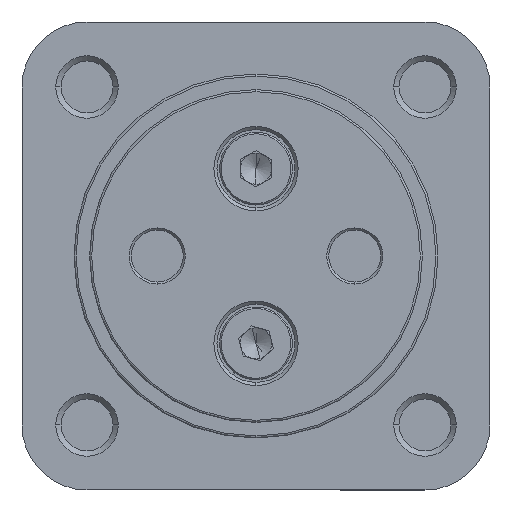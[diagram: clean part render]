
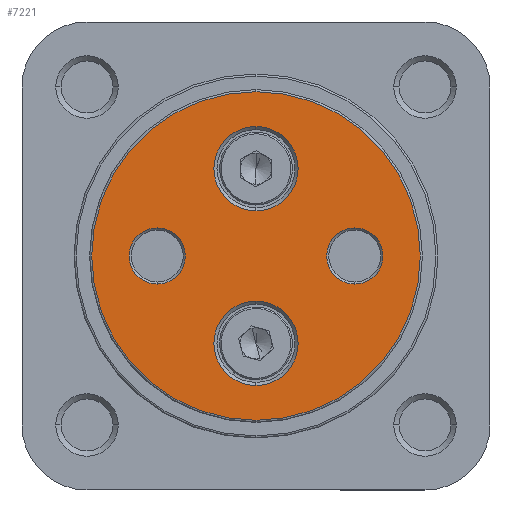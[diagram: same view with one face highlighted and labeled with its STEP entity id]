
A CAD part, left-side view. The second image highlights one B-rep face of the part: STEP entity #7221.
In plain terms, the highlighted planar face has unit normal (-1, 0, 0).
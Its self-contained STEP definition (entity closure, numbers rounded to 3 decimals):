
#243 = EDGE_CURVE ( 'NONE', #5848, #5856, #8350, .T. ) ;
#262 = EDGE_CURVE ( 'NONE', #5927, #5928, #8373, .T. ) ;
#266 = EDGE_CURVE ( 'NONE', #5920, #5921, #8379, .T. ) ;
#294 = EDGE_CURVE ( 'NONE', #5891, #5892, #8421, .T. ) ;
#298 = EDGE_CURVE ( 'NONE', #5887, #5888, #8427, .T. ) ;
#340 = EDGE_CURVE ( 'NONE', #5888, #5887, #8491, .T. ) ;
#346 = EDGE_CURVE ( 'NONE', #5892, #5891, #8498, .T. ) ;
#347 = EDGE_CURVE ( 'NONE', #5928, #5927, #8499, .T. ) ;
#351 = EDGE_CURVE ( 'NONE', #5856, #5848, #8503, .T. ) ;
#352 = EDGE_CURVE ( 'NONE', #5921, #5920, #8504, .T. ) ;
#786 = AXIS2_PLACEMENT_3D ( 'NONE', #6392, #6518, #6519 ) ;
#804 = AXIS2_PLACEMENT_3D ( 'NONE', #6540, #6354, #6371 ) ;
#805 = AXIS2_PLACEMENT_3D ( 'NONE', #6390, #6396, #6399 ) ;
#821 = AXIS2_PLACEMENT_3D ( 'NONE', #1387, #1388, #1389 ) ;
#822 = AXIS2_PLACEMENT_3D ( 'NONE', #1397, #1398, #1399 ) ;
#839 = AXIS2_PLACEMENT_3D ( 'NONE', #1492, #1499, #1500 ) ;
#845 = AXIS2_PLACEMENT_3D ( 'NONE', #1510, #1517, #1518 ) ;
#846 = AXIS2_PLACEMENT_3D ( 'NONE', #1513, #1520, #1521 ) ;
#850 = AXIS2_PLACEMENT_3D ( 'NONE', #1525, #1532, #1533 ) ;
#851 = AXIS2_PLACEMENT_3D ( 'NONE', #1528, #1535, #1536 ) ;
#1138 = AXIS2_PLACEMENT_3D ( 'NONE', #4280, #4292, #4293 ) ;
#1387 = CARTESIAN_POINT ( 'NONE',  ( 0., 9.5, 0. ) ) ;
#1388 = DIRECTION ( 'NONE',  ( 1., 0., 0. ) ) ;
#1389 = DIRECTION ( 'NONE',  ( 0., 0., -1. ) ) ;
#1397 = CARTESIAN_POINT ( 'NONE',  ( 0., -9.5, 0. ) ) ;
#1398 = DIRECTION ( 'NONE',  ( 1., 0., 0. ) ) ;
#1399 = DIRECTION ( 'NONE',  ( 0., 0., -1. ) ) ;
#1492 = CARTESIAN_POINT ( 'NONE',  ( 0., -9.5, 0. ) ) ;
#1499 = DIRECTION ( 'NONE',  ( 1., 0., 0. ) ) ;
#1500 = DIRECTION ( 'NONE',  ( 0., 0., -1. ) ) ;
#1510 = CARTESIAN_POINT ( 'NONE',  ( 0., 9.5, 0. ) ) ;
#1513 = CARTESIAN_POINT ( 'NONE',  ( 0., 0., 8.4 ) ) ;
#1517 = DIRECTION ( 'NONE',  ( 1., 0., 0. ) ) ;
#1518 = DIRECTION ( 'NONE',  ( 0., 0., -1. ) ) ;
#1520 = DIRECTION ( 'NONE',  ( 1., 0., 0. ) ) ;
#1521 = DIRECTION ( 'NONE',  ( 0., 0., -1. ) ) ;
#1525 = CARTESIAN_POINT ( 'NONE',  ( 0., 0., 0. ) ) ;
#1528 = CARTESIAN_POINT ( 'NONE',  ( 0., 0., -8.4 ) ) ;
#1532 = DIRECTION ( 'NONE',  ( -1., 0., 0. ) ) ;
#1533 = DIRECTION ( 'NONE',  ( 0., 0., -1. ) ) ;
#1535 = DIRECTION ( 'NONE',  ( 1., 0., 0. ) ) ;
#1536 = DIRECTION ( 'NONE',  ( 0., 0., -1. ) ) ;
#2465 = CARTESIAN_POINT ( 'NONE',  ( 0., 0., 15.8 ) ) ;
#2473 = CARTESIAN_POINT ( 'NONE',  ( 0., 0., -15.8 ) ) ;
#2504 = CARTESIAN_POINT ( 'NONE',  ( 0., -9.5, 2.7 ) ) ;
#2505 = CARTESIAN_POINT ( 'NONE',  ( 0., -9.5, -2.7 ) ) ;
#2508 = CARTESIAN_POINT ( 'NONE',  ( 0., 9.5, 2.7 ) ) ;
#2509 = CARTESIAN_POINT ( 'NONE',  ( 0., 9.5, -2.7 ) ) ;
#3418 = FACE_BOUND ( 'NONE', #7687, .T. ) ;
#3422 = FACE_OUTER_BOUND ( 'NONE', #7712, .T. ) ;
#3428 = FACE_BOUND ( 'NONE', #7685, .T. ) ;
#3430 = FACE_BOUND ( 'NONE', #7729, .T. ) ;
#3432 = FACE_BOUND ( 'NONE', #7686, .T. ) ;
#3496 = CARTESIAN_POINT ( 'NONE',  ( 0., 0., -4.35 ) ) ;
#3497 = CARTESIAN_POINT ( 'NONE',  ( 0., 0., -12.45 ) ) ;
#3503 = CARTESIAN_POINT ( 'NONE',  ( 0., 0., 12.45 ) ) ;
#3504 = CARTESIAN_POINT ( 'NONE',  ( 0., 0., 4.35 ) ) ;
#4280 = CARTESIAN_POINT ( 'NONE',  ( 0., 0., 0. ) ) ;
#4289 = PLANE ( 'NONE',  #1138 ) ;
#4292 = DIRECTION ( 'NONE',  ( 1., 0., 0. ) ) ;
#4293 = DIRECTION ( 'NONE',  ( 0., 0., -1. ) ) ;
#5679 = ORIENTED_EDGE ( 'NONE', *, *, #346, .T. ) ;
#5680 = ORIENTED_EDGE ( 'NONE', *, *, #294, .T. ) ;
#5681 = ORIENTED_EDGE ( 'NONE', *, *, #340, .T. ) ;
#5682 = ORIENTED_EDGE ( 'NONE', *, *, #298, .T. ) ;
#5683 = ORIENTED_EDGE ( 'NONE', *, *, #347, .T. ) ;
#5684 = ORIENTED_EDGE ( 'NONE', *, *, #262, .T. ) ;
#5685 = ORIENTED_EDGE ( 'NONE', *, *, #352, .T. ) ;
#5686 = ORIENTED_EDGE ( 'NONE', *, *, #266, .T. ) ;
#5687 = ORIENTED_EDGE ( 'NONE', *, *, #243, .T. ) ;
#5688 = ORIENTED_EDGE ( 'NONE', *, *, #351, .T. ) ;
#5848 = VERTEX_POINT ( 'NONE', #2465 ) ;
#5856 = VERTEX_POINT ( 'NONE', #2473 ) ;
#5887 = VERTEX_POINT ( 'NONE', #2504 ) ;
#5888 = VERTEX_POINT ( 'NONE', #2505 ) ;
#5891 = VERTEX_POINT ( 'NONE', #2508 ) ;
#5892 = VERTEX_POINT ( 'NONE', #2509 ) ;
#5920 = VERTEX_POINT ( 'NONE', #3496 ) ;
#5921 = VERTEX_POINT ( 'NONE', #3497 ) ;
#5927 = VERTEX_POINT ( 'NONE', #3503 ) ;
#5928 = VERTEX_POINT ( 'NONE', #3504 ) ;
#6354 = DIRECTION ( 'NONE',  ( 1., 0., 0. ) ) ;
#6371 = DIRECTION ( 'NONE',  ( 0., 0., -1. ) ) ;
#6390 = CARTESIAN_POINT ( 'NONE',  ( 0., 0., -8.4 ) ) ;
#6392 = CARTESIAN_POINT ( 'NONE',  ( 0., 0., 0. ) ) ;
#6396 = DIRECTION ( 'NONE',  ( 1., 0., 0. ) ) ;
#6399 = DIRECTION ( 'NONE',  ( 0., 0., -1. ) ) ;
#6518 = DIRECTION ( 'NONE',  ( -1., 0., 0. ) ) ;
#6519 = DIRECTION ( 'NONE',  ( 0., 0., -1. ) ) ;
#6540 = CARTESIAN_POINT ( 'NONE',  ( 0., 0., 8.4 ) ) ;
#7221 = ADVANCED_FACE ( 'NONE', ( #3422, #3428, #3430, #3432, #3418 ), #4289, .F. ) ;
#7685 = EDGE_LOOP ( 'NONE', ( #5686, #5685 ) ) ;
#7686 = EDGE_LOOP ( 'NONE', ( #5682, #5681 ) ) ;
#7687 = EDGE_LOOP ( 'NONE', ( #5680, #5679 ) ) ;
#7712 = EDGE_LOOP ( 'NONE', ( #5688, #5687 ) ) ;
#7729 = EDGE_LOOP ( 'NONE', ( #5684, #5683 ) ) ;
#8350 = CIRCLE ( 'NONE', #786, 15.8 ) ;
#8373 = CIRCLE ( 'NONE', #804, 4.05 ) ;
#8379 = CIRCLE ( 'NONE', #805, 4.05 ) ;
#8421 = CIRCLE ( 'NONE', #821, 2.7 ) ;
#8427 = CIRCLE ( 'NONE', #822, 2.7 ) ;
#8491 = CIRCLE ( 'NONE', #839, 2.7 ) ;
#8498 = CIRCLE ( 'NONE', #845, 2.7 ) ;
#8499 = CIRCLE ( 'NONE', #846, 4.05 ) ;
#8503 = CIRCLE ( 'NONE', #850, 15.8 ) ;
#8504 = CIRCLE ( 'NONE', #851, 4.05 ) ;
